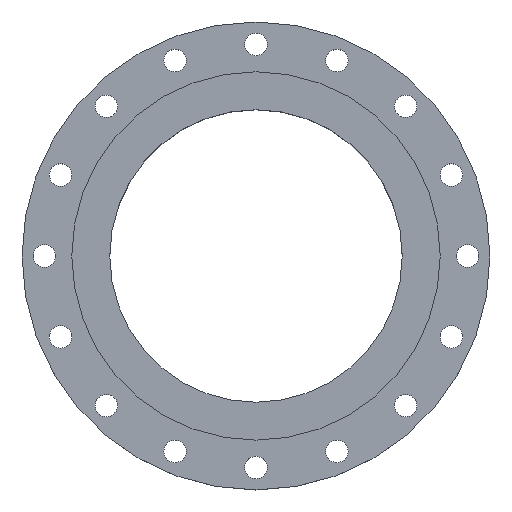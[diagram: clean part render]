
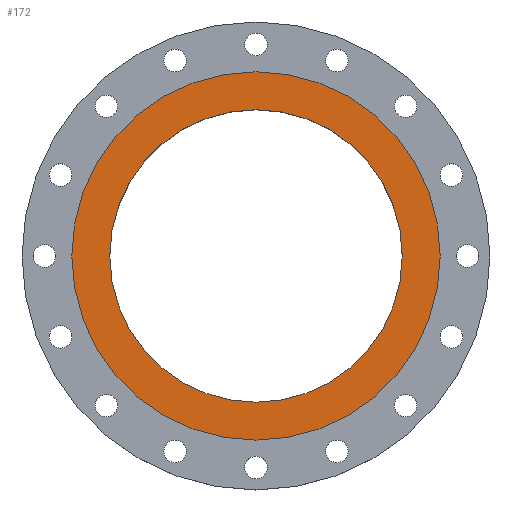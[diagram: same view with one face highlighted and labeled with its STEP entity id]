
A CAD part, top view. The second image highlights one B-rep face of the part: STEP entity #172.
In plain terms, the highlighted planar face has unit normal (0, 0, 1).
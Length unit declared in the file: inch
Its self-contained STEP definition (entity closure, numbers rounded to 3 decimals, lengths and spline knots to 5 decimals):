
#1 = CIRCLE ( 'NONE', #1027, 9.25 ) ;
#14 = ORIENTED_EDGE ( 'NONE', *, *, #98, .F. ) ;
#24 = ORIENTED_EDGE ( 'NONE', *, *, #1575, .T. ) ;
#96 = DIRECTION ( 'NONE',  ( -1., 0., 0. ) ) ;
#98 = EDGE_CURVE ( 'NONE', #605, #1565, #684, .T. ) ;
#113 = DIRECTION ( 'NONE',  ( 1., 0., 0. ) ) ;
#121 = CARTESIAN_POINT ( 'NONE',  ( 0., 0., 0. ) ) ;
#172 = ADVANCED_FACE ( 'NONE', ( #799, #825 ), #1461, .F. ) ;
#204 = CARTESIAN_POINT ( 'NONE',  ( -9.25, 0., 0. ) ) ;
#304 = EDGE_CURVE ( 'NONE', #1626, #765, #543, .T. ) ;
#349 = CARTESIAN_POINT ( 'NONE',  ( 9.25, 0., 0. ) ) ;
#371 = AXIS2_PLACEMENT_3D ( 'NONE', #639, #1169, #1187 ) ;
#528 = DIRECTION ( 'NONE',  ( 0., 0., -1. ) ) ;
#543 = CIRCLE ( 'NONE', #1458, 9.25 ) ;
#605 = VERTEX_POINT ( 'NONE', #999 ) ;
#619 = ORIENTED_EDGE ( 'NONE', *, *, #304, .T. ) ;
#639 = CARTESIAN_POINT ( 'NONE',  ( 0., 0., 0. ) ) ;
#647 = CARTESIAN_POINT ( 'NONE',  ( 0., 7.344, 0. ) ) ;
#676 = ORIENTED_EDGE ( 'NONE', *, *, #933, .F. ) ;
#684 = CIRCLE ( 'NONE', #371, 7.344 ) ;
#765 = VERTEX_POINT ( 'NONE', #204 ) ;
#799 = FACE_BOUND ( 'NONE', #881, .T. ) ;
#825 = FACE_OUTER_BOUND ( 'NONE', #1141, .T. ) ;
#837 = DIRECTION ( 'NONE',  ( 1., 0., 0. ) ) ;
#881 = EDGE_LOOP ( 'NONE', ( #14, #676 ) ) ;
#887 = AXIS2_PLACEMENT_3D ( 'NONE', #1478, #1332, #837 ) ;
#922 = DIRECTION ( 'NONE',  ( 1., 0., 0. ) ) ;
#933 = EDGE_CURVE ( 'NONE', #1565, #605, #1054, .T. ) ;
#999 = CARTESIAN_POINT ( 'NONE',  ( 7.344, 0., 0. ) ) ;
#1027 = AXIS2_PLACEMENT_3D ( 'NONE', #1432, #1721, #113 ) ;
#1054 = CIRCLE ( 'NONE', #887, 7.344 ) ;
#1141 = EDGE_LOOP ( 'NONE', ( #619, #24 ) ) ;
#1166 = DIRECTION ( 'NONE',  ( 0., 0., 1. ) ) ;
#1169 = DIRECTION ( 'NONE',  ( 0., 0., 1. ) ) ;
#1187 = DIRECTION ( 'NONE',  ( 1., 0., 0. ) ) ;
#1332 = DIRECTION ( 'NONE',  ( 0., 0., 1. ) ) ;
#1432 = CARTESIAN_POINT ( 'NONE',  ( 0., 0., 0. ) ) ;
#1458 = AXIS2_PLACEMENT_3D ( 'NONE', #121, #1166, #922 ) ;
#1461 = PLANE ( 'NONE',  #1484 ) ;
#1478 = CARTESIAN_POINT ( 'NONE',  ( 0., 0., 0. ) ) ;
#1484 = AXIS2_PLACEMENT_3D ( 'NONE', #647, #528, #96 ) ;
#1565 = VERTEX_POINT ( 'NONE', #1569 ) ;
#1569 = CARTESIAN_POINT ( 'NONE',  ( -7.344, 0., 0. ) ) ;
#1575 = EDGE_CURVE ( 'NONE', #765, #1626, #1, .T. ) ;
#1626 = VERTEX_POINT ( 'NONE', #349 ) ;
#1721 = DIRECTION ( 'NONE',  ( 0., 0., 1. ) ) ;
